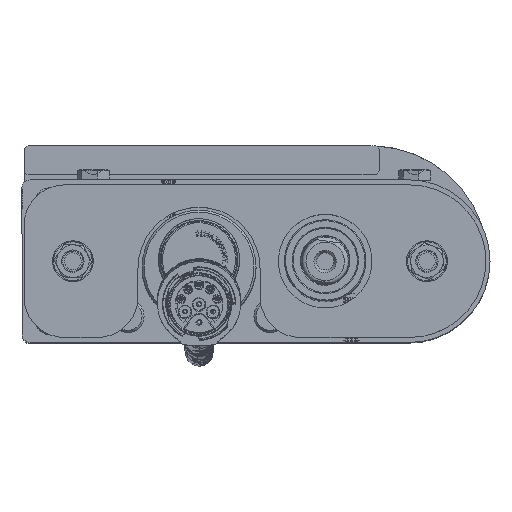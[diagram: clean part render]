
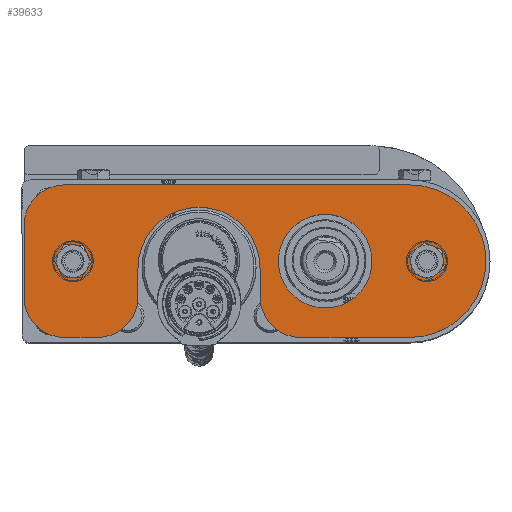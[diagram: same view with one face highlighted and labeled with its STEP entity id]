
A CAD part, top view. The second image highlights one B-rep face of the part: STEP entity #39633.
In plain terms, the highlighted face is planar.
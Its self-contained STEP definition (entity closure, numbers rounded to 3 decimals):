
#435 = EDGE_CURVE ( 'NONE', #3537, #62899, #107164, .T. ) ;
#1181 = EDGE_CURVE ( 'NONE', #11393, #3537, #50711, .T. ) ;
#1806 = EDGE_CURVE ( 'NONE', #106454, #106454, #114686, .T. ) ;
#2400 = ORIENTED_EDGE ( 'NONE', *, *, #117232, .T. ) ;
#3537 = VERTEX_POINT ( 'NONE', #37153 ) ;
#3630 = CARTESIAN_POINT ( 'NONE',  ( 37.5, -18.75, -2.5 ) ) ;
#3970 = EDGE_CURVE ( 'NONE', #67074, #48427, #11783, .T. ) ;
#4598 = DIRECTION ( 'NONE',  ( 0., 1., 0. ) ) ;
#6955 = CARTESIAN_POINT ( 'NONE',  ( -39.25, -18.75, -2.5 ) ) ;
#8828 = EDGE_CURVE ( 'NONE', #22174, #81395, #100328, .T. ) ;
#9205 = VERTEX_POINT ( 'NONE', #19543 ) ;
#10536 = ORIENTED_EDGE ( 'NONE', *, *, #100516, .T. ) ;
#10613 = CARTESIAN_POINT ( 'NONE',  ( 0., 0., -2.5 ) ) ;
#11393 = VERTEX_POINT ( 'NONE', #6955 ) ;
#11783 = LINE ( 'NONE', #59570, #70415 ) ;
#11877 = VERTEX_POINT ( 'NONE', #59962 ) ;
#12322 = DIRECTION ( 'NONE',  ( 0., 0., -1. ) ) ;
#13638 = LINE ( 'NONE', #85867, #19196 ) ;
#14206 = CARTESIAN_POINT ( 'NONE',  ( -2.5, -1.75, -2.5 ) ) ;
#14900 = DIRECTION ( 'NONE',  ( 1., 0., 0. ) ) ;
#15139 = EDGE_CURVE ( 'NONE', #43261, #39008, #25039, .T. ) ;
#16046 = CIRCLE ( 'NONE', #29566, 11.5 ) ;
#16969 = EDGE_CURVE ( 'NONE', #22174, #62899, #13638, .T. ) ;
#18500 = DIRECTION ( 'NONE',  ( 1., 0., 0. ) ) ;
#19196 = VECTOR ( 'NONE', #23272, 1000. ) ;
#19543 = CARTESIAN_POINT ( 'NONE',  ( 55.5, -8.75, -2.5 ) ) ;
#19641 = AXIS2_PLACEMENT_3D ( 'NONE', #101120, #84711, #45264 ) ;
#20790 = CARTESIAN_POINT ( 'NONE',  ( 37.5, -8.75, -2.5 ) ) ;
#22174 = VERTEX_POINT ( 'NONE', #73610 ) ;
#23272 = DIRECTION ( 'NONE',  ( -1., 0., 0. ) ) ;
#23300 = CARTESIAN_POINT ( 'NONE',  ( 46.25, 0., -2.5 ) ) ;
#23335 = ORIENTED_EDGE ( 'NONE', *, *, #16969, .F. ) ;
#24641 = VERTEX_POINT ( 'NONE', #59800 ) ;
#25039 = LINE ( 'NONE', #106381, #109684 ) ;
#27580 = DIRECTION ( 'NONE',  ( 0., 0., -1. ) ) ;
#27752 = CARTESIAN_POINT ( 'NONE',  ( 43.5, 0., -2.5 ) ) ;
#28365 = DIRECTION ( 'NONE',  ( 1., 0., 0. ) ) ;
#28662 = CARTESIAN_POINT ( 'NONE',  ( -39.25, 0., -2.5 ) ) ;
#29566 = AXIS2_PLACEMENT_3D ( 'NONE', #106193, #70342, #60014 ) ;
#29644 = CARTESIAN_POINT ( 'NONE',  ( 27.5, -18.75, -2.5 ) ) ;
#29942 = DIRECTION ( 'NONE',  ( 1., 0., 0. ) ) ;
#31805 = CARTESIAN_POINT ( 'NONE',  ( 55.5, 18.75, -2.5 ) ) ;
#31873 = ORIENTED_EDGE ( 'NONE', *, *, #8828, .T. ) ;
#34053 = AXIS2_PLACEMENT_3D ( 'NONE', #106512, #96843, #14900 ) ;
#34559 = ORIENTED_EDGE ( 'NONE', *, *, #37176, .T. ) ;
#35213 = EDGE_LOOP ( 'NONE', ( #72045, #111844, #34559, #42537, #53749, #10536, #82880, #71663, #76155, #23335, #31873, #78155, #2400 ) ) ;
#35524 = VECTOR ( 'NONE', #4598, 1000. ) ;
#37153 = CARTESIAN_POINT ( 'NONE',  ( -58., 0., -2.5 ) ) ;
#37176 = EDGE_CURVE ( 'NONE', #11877, #78704, #74002, .T. ) ;
#37955 = CIRCLE ( 'NONE', #34053, 10. ) ;
#37959 = EDGE_CURVE ( 'NONE', #78704, #43261, #84300, .T. ) ;
#38339 = CARTESIAN_POINT ( 'NONE',  ( 12.5, -1.75, -2.5 ) ) ;
#38461 = FACE_BOUND ( 'NONE', #110307, .T. ) ;
#39008 = VERTEX_POINT ( 'NONE', #42812 ) ;
#39589 = DIRECTION ( 'NONE',  ( 1., 0., 0. ) ) ;
#39633 = ADVANCED_FACE ( 'NONE', ( #38461, #85222, #92532, #64537 ), #76060, .F. ) ;
#41674 = CARTESIAN_POINT ( 'NONE',  ( 55.5, 8.75, -2.5 ) ) ;
#42537 = ORIENTED_EDGE ( 'NONE', *, *, #37959, .T. ) ;
#42812 = CARTESIAN_POINT ( 'NONE',  ( -2.5, -8.75, -2.5 ) ) ;
#43261 = VERTEX_POINT ( 'NONE', #14206 ) ;
#45264 = DIRECTION ( 'NONE',  ( 1., 0., 0. ) ) ;
#46097 = DIRECTION ( 'NONE',  ( 0., 0., -1. ) ) ;
#46554 = DIRECTION ( 'NONE',  ( 0., 0., 1. ) ) ;
#46841 = CARTESIAN_POINT ( 'NONE',  ( -39.25, 18.75, -2.5 ) ) ;
#48427 = VERTEX_POINT ( 'NONE', #68562 ) ;
#49261 = EDGE_LOOP ( 'NONE', ( #89807 ) ) ;
#50711 = CIRCLE ( 'NONE', #110816, 18.75 ) ;
#52871 = AXIS2_PLACEMENT_3D ( 'NONE', #27752, #46554, #118783 ) ;
#53749 = ORIENTED_EDGE ( 'NONE', *, *, #15139, .T. ) ;
#55421 = CIRCLE ( 'NONE', #107783, 10. ) ;
#57510 = EDGE_CURVE ( 'NONE', #11393, #84203, #119951, .T. ) ;
#58967 = DIRECTION ( 'NONE',  ( 1., 0., 0. ) ) ;
#59367 = CARTESIAN_POINT ( 'NONE',  ( -12.5, -18.75, -2.5 ) ) ;
#59570 = CARTESIAN_POINT ( 'NONE',  ( -58., -18.75, -2.5 ) ) ;
#59800 = CARTESIAN_POINT ( 'NONE',  ( -7., 0., -2.5 ) ) ;
#59962 = CARTESIAN_POINT ( 'NONE',  ( 27.5, -8.75, -2.5 ) ) ;
#60014 = DIRECTION ( 'NONE',  ( 1., 0., 0. ) ) ;
#62887 = CARTESIAN_POINT ( 'NONE',  ( -58., -18.75, -2.5 ) ) ;
#62899 = VERTEX_POINT ( 'NONE', #46841 ) ;
#62926 = AXIS2_PLACEMENT_3D ( 'NONE', #38339, #65629, #102683 ) ;
#63392 = ORIENTED_EDGE ( 'NONE', *, *, #82124, .T. ) ;
#63519 = AXIS2_PLACEMENT_3D ( 'NONE', #10613, #113104, #29942 ) ;
#64537 = FACE_OUTER_BOUND ( 'NONE', #35213, .T. ) ;
#65629 = DIRECTION ( 'NONE',  ( 0., 0., 1. ) ) ;
#66415 = AXIS2_PLACEMENT_3D ( 'NONE', #28662, #12322, #39589 ) ;
#67074 = VERTEX_POINT ( 'NONE', #3630 ) ;
#68562 = CARTESIAN_POINT ( 'NONE',  ( 45.5, -18.75, -2.5 ) ) ;
#70103 = ORIENTED_EDGE ( 'NONE', *, *, #1806, .T. ) ;
#70342 = DIRECTION ( 'NONE',  ( 0., 0., 1. ) ) ;
#70415 = VECTOR ( 'NONE', #85194, 1000. ) ;
#71663 = ORIENTED_EDGE ( 'NONE', *, *, #1181, .T. ) ;
#72045 = ORIENTED_EDGE ( 'NONE', *, *, #3970, .F. ) ;
#73610 = CARTESIAN_POINT ( 'NONE',  ( 45.5, 18.75, -2.5 ) ) ;
#74002 = LINE ( 'NONE', #29644, #80556 ) ;
#75978 = VERTEX_POINT ( 'NONE', #113017 ) ;
#76016 = DIRECTION ( 'NONE',  ( 0., 0., -1. ) ) ;
#76060 = PLANE ( 'NONE',  #63519 ) ;
#76155 = ORIENTED_EDGE ( 'NONE', *, *, #435, .T. ) ;
#78155 = ORIENTED_EDGE ( 'NONE', *, *, #111985, .F. ) ;
#78704 = VERTEX_POINT ( 'NONE', #109017 ) ;
#80556 = VECTOR ( 'NONE', #113407, 1000. ) ;
#81395 = VERTEX_POINT ( 'NONE', #41674 ) ;
#82124 = EDGE_CURVE ( 'NONE', #24641, #24641, #16046, .T. ) ;
#82880 = ORIENTED_EDGE ( 'NONE', *, *, #57510, .F. ) ;
#83649 = DIRECTION ( 'NONE',  ( 0., 0., -1. ) ) ;
#84203 = VERTEX_POINT ( 'NONE', #59367 ) ;
#84300 = CIRCLE ( 'NONE', #62926, 15. ) ;
#84711 = DIRECTION ( 'NONE',  ( 0., 0., 1. ) ) ;
#85194 = DIRECTION ( 'NONE',  ( 1., 0., 0. ) ) ;
#85222 = FACE_BOUND ( 'NONE', #49261, .T. ) ;
#85867 = CARTESIAN_POINT ( 'NONE',  ( -58., 18.75, -2.5 ) ) ;
#86476 = CARTESIAN_POINT ( 'NONE',  ( 45.5, -8.75, -2.5 ) ) ;
#87111 = VECTOR ( 'NONE', #101161, 1000. ) ;
#89807 = ORIENTED_EDGE ( 'NONE', *, *, #110031, .T. ) ;
#90507 = CIRCLE ( 'NONE', #115652, 10. ) ;
#92435 = EDGE_LOOP ( 'NONE', ( #70103 ) ) ;
#92532 = FACE_BOUND ( 'NONE', #92435, .T. ) ;
#92866 = DIRECTION ( 'NONE',  ( 1., 0., 0. ) ) ;
#95583 = LINE ( 'NONE', #31805, #35524 ) ;
#96843 = DIRECTION ( 'NONE',  ( 0., 0., -1. ) ) ;
#100328 = CIRCLE ( 'NONE', #111930, 10. ) ;
#100516 = EDGE_CURVE ( 'NONE', #39008, #84203, #37955, .T. ) ;
#101120 = CARTESIAN_POINT ( 'NONE',  ( -43.5, 0., -2.5 ) ) ;
#101161 = DIRECTION ( 'NONE',  ( 1., 0., 0. ) ) ;
#102683 = DIRECTION ( 'NONE',  ( 1., 0., 0. ) ) ;
#106193 = CARTESIAN_POINT ( 'NONE',  ( -18.5, 0., -2.5 ) ) ;
#106381 = CARTESIAN_POINT ( 'NONE',  ( -2.5, -1.75, -2.5 ) ) ;
#106454 = VERTEX_POINT ( 'NONE', #23300 ) ;
#106512 = CARTESIAN_POINT ( 'NONE',  ( -12.5, -8.75, -2.5 ) ) ;
#106880 = CIRCLE ( 'NONE', #19641, 2.75 ) ;
#107164 = CIRCLE ( 'NONE', #66415, 18.75 ) ;
#107783 = AXIS2_PLACEMENT_3D ( 'NONE', #86476, #83649, #28365 ) ;
#109017 = CARTESIAN_POINT ( 'NONE',  ( 27.5, -1.75, -2.5 ) ) ;
#109684 = VECTOR ( 'NONE', #116051, 1000. ) ;
#109840 = CARTESIAN_POINT ( 'NONE',  ( -39.25, 0., -2.5 ) ) ;
#110031 = EDGE_CURVE ( 'NONE', #75978, #75978, #106880, .T. ) ;
#110307 = EDGE_LOOP ( 'NONE', ( #63392 ) ) ;
#110739 = CARTESIAN_POINT ( 'NONE',  ( 45.5, 8.75, -2.5 ) ) ;
#110816 = AXIS2_PLACEMENT_3D ( 'NONE', #109840, #46097, #92866 ) ;
#111844 = ORIENTED_EDGE ( 'NONE', *, *, #118252, .T. ) ;
#111930 = AXIS2_PLACEMENT_3D ( 'NONE', #110739, #27580, #18500 ) ;
#111985 = EDGE_CURVE ( 'NONE', #9205, #81395, #95583, .T. ) ;
#113017 = CARTESIAN_POINT ( 'NONE',  ( -40.75, 0., -2.5 ) ) ;
#113104 = DIRECTION ( 'NONE',  ( 0., 0., 1. ) ) ;
#113407 = DIRECTION ( 'NONE',  ( 0., 1., 0. ) ) ;
#114686 = CIRCLE ( 'NONE', #52871, 2.75 ) ;
#115652 = AXIS2_PLACEMENT_3D ( 'NONE', #20790, #76016, #58967 ) ;
#116051 = DIRECTION ( 'NONE',  ( 0., -1., 0. ) ) ;
#117232 = EDGE_CURVE ( 'NONE', #9205, #48427, #55421, .T. ) ;
#118252 = EDGE_CURVE ( 'NONE', #67074, #11877, #90507, .T. ) ;
#118783 = DIRECTION ( 'NONE',  ( 1., 0., 0. ) ) ;
#119951 = LINE ( 'NONE', #62887, #87111 ) ;
